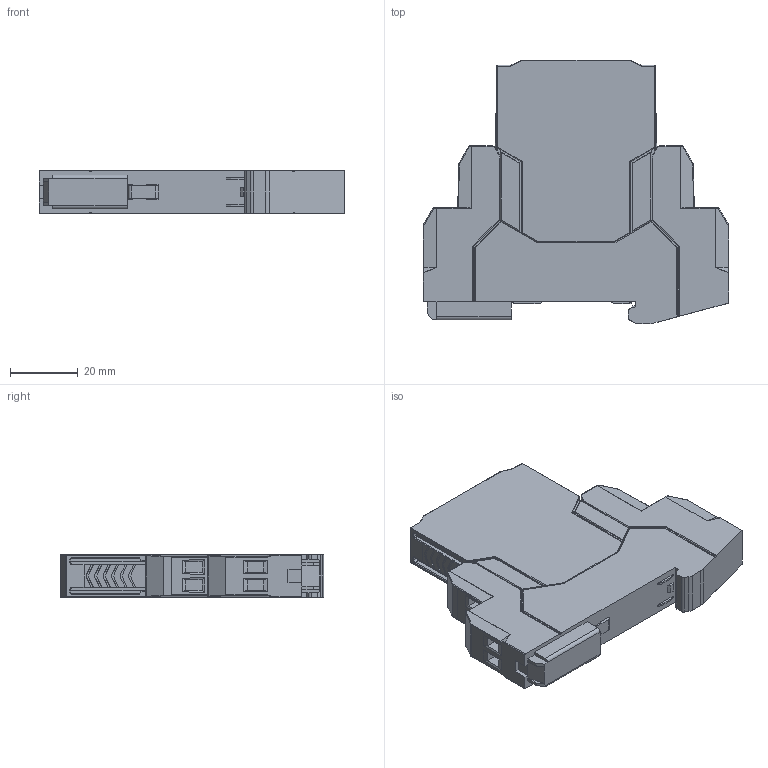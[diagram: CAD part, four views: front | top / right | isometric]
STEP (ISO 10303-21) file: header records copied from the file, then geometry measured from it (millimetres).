
FILE_DESCRIPTION((''),'2;1');
FILE_NAME('000-C12-00_ASM','2024-08-28T15:20:50',('Admin'),(''),'CREO PARAMETRIC BY PTC INC, 2021404','CREO PARAMETRIC BY PTC INC, 2021404','');
FILE_SCHEMA(('CONFIG_CONTROL_DESIGN','SHAPE_APPEARANCE_LAYERS_GROUPS'));
Length unit declared in the file: millimetre
Products named in the file (3): 6_6_02_X0000150__00001; PRT0001; 000-C12-00_ASM
Assembly tree (2 placements, depth 2):
  000-C12-00_ASM
    6_6_02_X0000150__00001
    PRT0001
Bounding box: 90 x 77.5 x 12.5 mm (x, y, z)
Volume: 62049.2 mm3; surface area: 21146.8 mm2
Topology: 2 solids, 2 shells, 1047 faces, 2635 edges, 1615 vertices
Faces by surface type: plane 578, cylinder 343, torus 73, sphere 34, bspline 11, revolution 8
Entity records: 35958 total; most frequent: CARTESIAN_POINT 6605, ORIENTED_EDGE 5200, DIRECTION 5060, EDGE_CURVE 2600, VECTOR 1772, LINE 1772, AXIS2_PLACEMENT_3D 1640, VERTEX_POINT 1614
